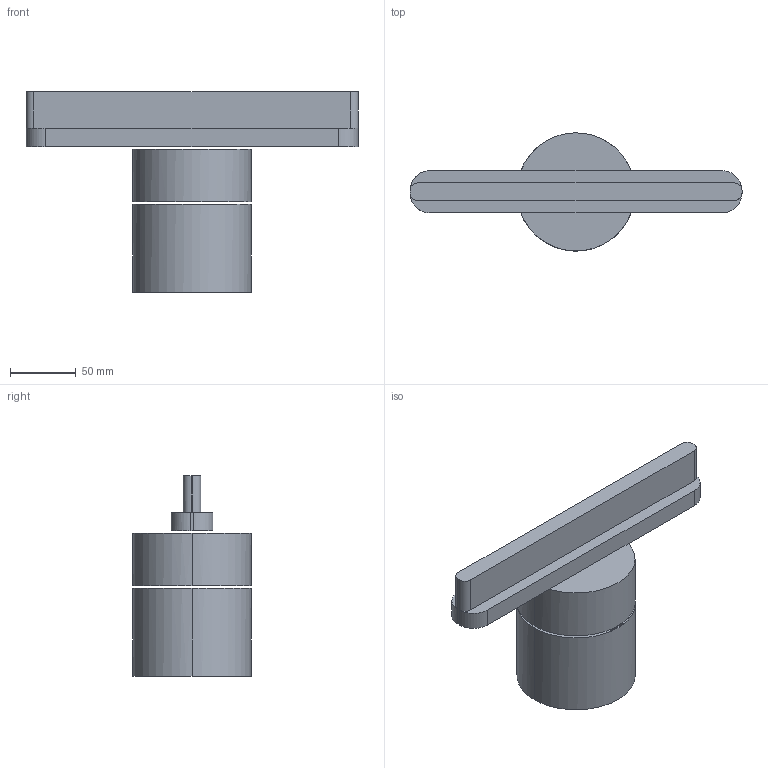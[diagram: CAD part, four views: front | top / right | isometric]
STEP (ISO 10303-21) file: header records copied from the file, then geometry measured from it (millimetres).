
FILE_DESCRIPTION(/* description */ (''),/* implementation_level */ '2;1');
FILE_NAME(/* name */ '3D HOY BINARIO SEMPLIFICATO_2',/* time_stamp */ '2020-01-17T16:43:47+01:00',/* author */ (''),/* organization */ (''),/* preprocessor_version */ 'ST-DEVELOPER v15',/* originating_system */ '',/* authorisation */ '');
FILE_SCHEMA (('AUTOMOTIVE_DESIGN'));
Length unit declared in the file: millimetre
Products named in the file (1): Document
Bounding box: 253 x 90 x 153 mm (x, y, z)
Volume: 834288.5 mm3; surface area: 103625.9 mm2
Topology: 4 solids, 4 shells, 45 faces, 102 edges, 68 vertices
Faces by surface type: plane 24, bspline 21
Entity records: 1671 total; most frequent: CARTESIAN_POINT 961, ORIENTED_EDGE 204, EDGE_CURVE 102, VERTEX_POINT 68, B_SPLINE_CURVE_WITH_KNOTS 52, EDGE_LOOP 50, ADVANCED_FACE 45, FACE_OUTER_BOUND 45
